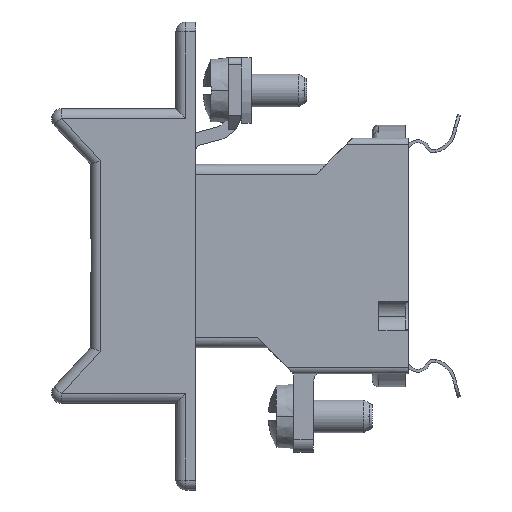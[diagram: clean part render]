
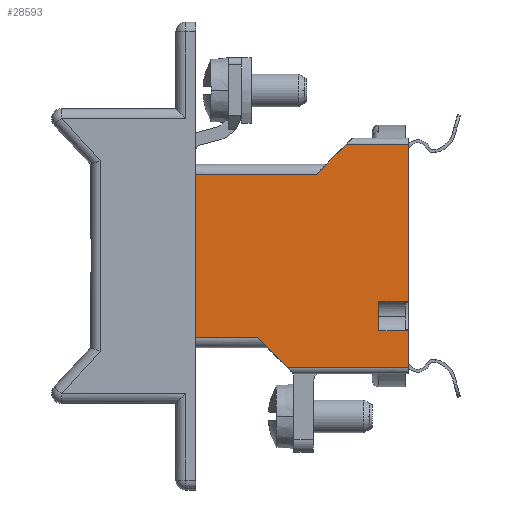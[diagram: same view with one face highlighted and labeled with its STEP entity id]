
A CAD part, left-side view. The second image highlights one B-rep face of the part: STEP entity #28593.
In plain terms, the highlighted planar face has unit normal (-1, 0, 0).
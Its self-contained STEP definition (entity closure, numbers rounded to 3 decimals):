
#24481=DIRECTION('',(0.,0.,-1.));
#24482=VECTOR('',#24481,25.);
#24483=CARTESIAN_POINT('',(-40.35,34.,12.5));
#24484=LINE('',#24483,#24482);
#25085=DIRECTION('',(0.,1.,0.));
#25086=VECTOR('',#25085,18.5);
#25087=CARTESIAN_POINT('',(-40.35,15.5,12.5));
#25088=LINE('',#25087,#25086);
#25089=DIRECTION('',(0.,-1.,0.));
#25090=VECTOR('',#25089,4.5);
#25091=CARTESIAN_POINT('',(-40.35,6.,-11.442));
#25092=LINE('',#25091,#25090);
#25093=DIRECTION('',(0.,0.707,0.707));
#25094=VECTOR('',#25093,6.364);
#25095=CARTESIAN_POINT('',(-40.35,20.,-17.));
#25096=LINE('',#25095,#25094);
#25097=DIRECTION('',(0.,-0.707,0.707));
#25098=VECTOR('',#25097,6.364);
#25099=CARTESIAN_POINT('',(-40.35,15.5,12.5));
#25100=LINE('',#25099,#25098);
#25101=DIRECTION('',(0.,-1.,0.));
#25102=VECTOR('',#25101,4.5);
#25103=CARTESIAN_POINT('',(-40.35,6.,-6.942));
#25104=LINE('',#25103,#25102);
#25113=DIRECTION('',(0.,0.,1.));
#25114=VECTOR('',#25113,23.942);
#25115=CARTESIAN_POINT('',(-40.35,1.5,-6.942));
#25116=LINE('',#25115,#25114);
#25140=CARTESIAN_POINT('',(-40.35,11.,17.));
#25153=DIRECTION('',(0.,1.,0.));
#25154=VECTOR('',#25153,9.5);
#25155=CARTESIAN_POINT('',(-40.35,1.5,17.));
#25156=LINE('',#25155,#25154);
#25441=DIRECTION('',(0.,0.,1.));
#25442=VECTOR('',#25441,5.558);
#25443=CARTESIAN_POINT('',(-40.35,1.5,-17.));
#25444=LINE('',#25443,#25442);
#25449=DIRECTION('',(0.,0.,1.));
#25450=VECTOR('',#25449,4.5);
#25451=CARTESIAN_POINT('',(-40.35,6.,-11.442));
#25452=LINE('',#25451,#25450);
#25633=DIRECTION('',(0.,-1.,0.));
#25634=VECTOR('',#25633,18.5);
#25635=CARTESIAN_POINT('',(-40.35,20.,-17.));
#25636=LINE('',#25635,#25634);
#25681=DIRECTION('',(0.,-1.,0.));
#25682=VECTOR('',#25681,9.5);
#25683=CARTESIAN_POINT('',(-40.35,34.,-12.5));
#25684=LINE('',#25683,#25682);
#26399=CARTESIAN_POINT('',(-40.35,34.,12.5));
#26400=VERTEX_POINT('',#26399);
#26401=CARTESIAN_POINT('',(-40.35,34.,-12.5));
#26402=VERTEX_POINT('',#26401);
#26676=VERTEX_POINT('',#25140);
#26677=CARTESIAN_POINT('',(-40.35,15.5,12.5));
#26678=VERTEX_POINT('',#26677);
#26679=CARTESIAN_POINT('',(-40.35,6.,-6.942));
#26680=CARTESIAN_POINT('',(-40.35,1.5,-6.942));
#26681=VERTEX_POINT('',#26679);
#26682=VERTEX_POINT('',#26680);
#26683=CARTESIAN_POINT('',(-40.35,6.,-11.442));
#26684=VERTEX_POINT('',#26683);
#26685=CARTESIAN_POINT('',(-40.35,1.5,-11.442));
#26686=VERTEX_POINT('',#26685);
#26687=CARTESIAN_POINT('',(-40.35,1.5,-17.));
#26688=VERTEX_POINT('',#26687);
#26689=CARTESIAN_POINT('',(-40.35,20.,-17.));
#26690=VERTEX_POINT('',#26689);
#26691=CARTESIAN_POINT('',(-40.35,24.5,-12.5));
#26692=VERTEX_POINT('',#26691);
#26693=CARTESIAN_POINT('',(-40.35,1.5,17.));
#26694=VERTEX_POINT('',#26693);
#28565=CARTESIAN_POINT('',(-40.35,0.,-18.));
#28566=DIRECTION('',(-1.,0.,0.));
#28567=DIRECTION('',(0.,0.,1.));
#28568=AXIS2_PLACEMENT_3D('',#28565,#28566,#28567);
#28569=PLANE('',#28568);
#28571=ORIENTED_EDGE('',*,*,#28570,.F.);
#28573=ORIENTED_EDGE('',*,*,#28572,.F.);
#28575=ORIENTED_EDGE('',*,*,#28574,.T.);
#28577=ORIENTED_EDGE('',*,*,#28576,.F.);
#28579=ORIENTED_EDGE('',*,*,#28578,.F.);
#28581=ORIENTED_EDGE('',*,*,#28580,.T.);
#28583=ORIENTED_EDGE('',*,*,#28582,.F.);
#28584=ORIENTED_EDGE('',*,*,#27691,.F.);
#28585=ORIENTED_EDGE('',*,*,#28553,.F.);
#28586=ORIENTED_EDGE('',*,*,#28511,.T.);
#28588=ORIENTED_EDGE('',*,*,#28587,.F.);
#28590=ORIENTED_EDGE('',*,*,#28589,.F.);
#28591=EDGE_LOOP('',(#28571,#28573,#28575,#28577,#28579,#28581,#28583,#28584,
#28585,#28586,#28588,#28590));
#28592=FACE_OUTER_BOUND('',#28591,.F.);
#27691=EDGE_CURVE('',#26400,#26402,#24484,.T.);
#28511=EDGE_CURVE('',#26678,#26676,#25100,.T.);
#28553=EDGE_CURVE('',#26678,#26400,#25088,.T.);
#28570=EDGE_CURVE('',#26681,#26682,#25104,.T.);
#28572=EDGE_CURVE('',#26684,#26681,#25452,.T.);
#28574=EDGE_CURVE('',#26684,#26686,#25092,.T.);
#28576=EDGE_CURVE('',#26688,#26686,#25444,.T.);
#28578=EDGE_CURVE('',#26690,#26688,#25636,.T.);
#28580=EDGE_CURVE('',#26690,#26692,#25096,.T.);
#28582=EDGE_CURVE('',#26402,#26692,#25684,.T.);
#28587=EDGE_CURVE('',#26694,#26676,#25156,.T.);
#28589=EDGE_CURVE('',#26682,#26694,#25116,.T.);
#28593=ADVANCED_FACE('',(#28592),#28569,.T.);
